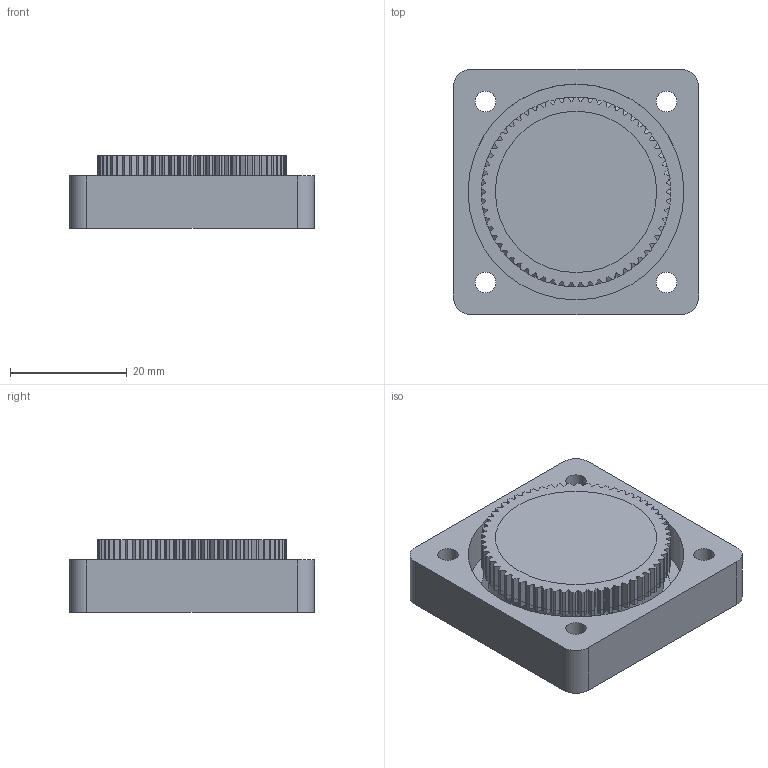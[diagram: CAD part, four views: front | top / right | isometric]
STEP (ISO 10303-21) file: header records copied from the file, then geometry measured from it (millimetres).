
FILE_DESCRIPTION(/* description */ (''),/* implementation_level */ '2;1');
FILE_NAME(/* name */ 'base static v5.step',/* time_stamp */ '2024-05-28T16:41:06+02:00',/* author */ (''),/* organization */ (''),/* preprocessor_version */ 'ST-DEVELOPER v20',/* originating_system */ 'Autodesk Translation Framework v13.14.0.145',/* authorisation */ '');
FILE_SCHEMA (('AUTOMOTIVE_DESIGN { 1 0 10303 214 3 1 1 }'));
Length unit declared in the file: millimetre
Products named in the file (3): base static; FlexSpline_new; flex
Assembly tree (2 placements, depth 3):
  base static
    FlexSpline_new
      flex
Bounding box: 42 x 42 x 12.5 mm (x, y, z)
Volume: 12290.2 mm3; surface area: 10716 mm2
Topology: 2 solids, 2 shells, 593 faces, 1844 edges, 1260 vertices
Faces by surface type: plane 571, cylinder 13, cone 6, torus 3
Full cylindrical faces by diameter (mm): 3.5 x4, 27.645 x3, 30.045 x1, 37 x1
Entity records: 20365 total; most frequent: CARTESIAN_POINT 4176, ORIENTED_EDGE 3688, DIRECTION 3029, EDGE_CURVE 1844, LINE 1457, VECTOR 1457, VERTEX_POINT 1260, AXIS2_PLACEMENT_3D 786
